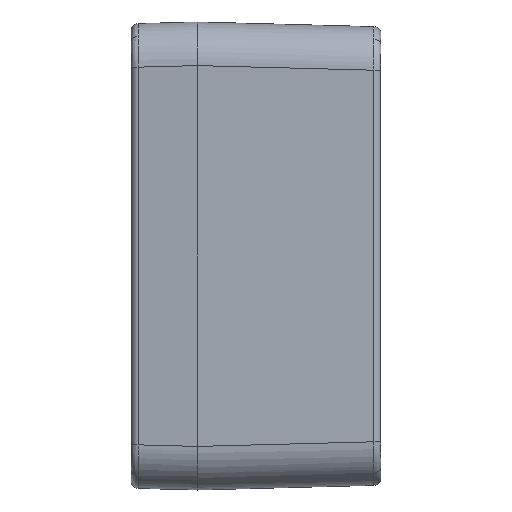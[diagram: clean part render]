
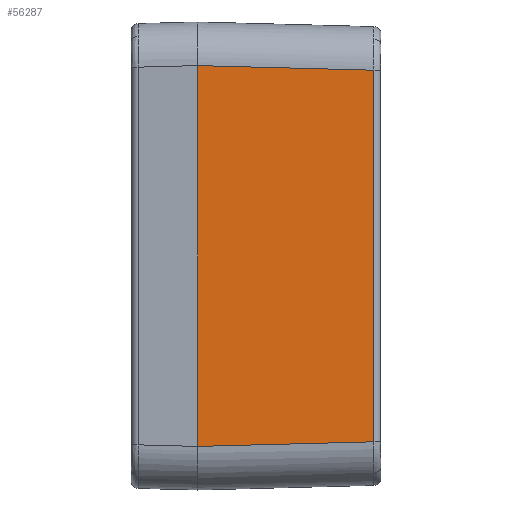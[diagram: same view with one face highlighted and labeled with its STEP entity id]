
A CAD part, left-side view. The second image highlights one B-rep face of the part: STEP entity #56287.
In plain terms, the highlighted planar face has unit normal (-1, -0.026, 0).
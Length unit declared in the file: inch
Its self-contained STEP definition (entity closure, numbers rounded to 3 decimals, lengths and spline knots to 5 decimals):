
#599 = CARTESIAN_POINT ( 'NONE',  ( -1.93701, 0., -1.03158 ) ) ;
#1330 = CARTESIAN_POINT ( 'NONE',  ( -1.93701, 0., 1.03158 ) ) ;
#3157 = CARTESIAN_POINT ( 'NONE',  ( -1.91203, -0.95379, -1.0066 ) ) ;
#7688 = LINE ( 'NONE', #55421, #87015 ) ;
#18518 = DIRECTION ( 'NONE',  ( 0.026, -0.999, -0.026 ) ) ;
#21397 = FACE_OUTER_BOUND ( 'NONE', #26630, .T. ) ;
#21593 = VERTEX_POINT ( 'NONE', #83385 ) ;
#25592 = VECTOR ( 'NONE', #18518, 39.37008 ) ;
#26630 = EDGE_LOOP ( 'NONE', ( #47478, #77123, #44974, #68169 ) ) ;
#35201 = EDGE_CURVE ( 'NONE', #62101, #75547, #62771, .T. ) ;
#37294 = DIRECTION ( 'NONE',  ( 0.026, -1., 0. ) ) ;
#39882 = EDGE_CURVE ( 'NONE', #62101, #21593, #60283, .T. ) ;
#40172 = CARTESIAN_POINT ( 'NONE',  ( -1.93701, 0., -1.26772 ) ) ;
#43347 = AXIS2_PLACEMENT_3D ( 'NONE', #83034, #98484, #37294 ) ;
#44974 = ORIENTED_EDGE ( 'NONE', *, *, #51756, .T. ) ;
#46371 = DIRECTION ( 'NONE',  ( 0., 0., -1. ) ) ;
#47478 = ORIENTED_EDGE ( 'NONE', *, *, #39882, .F. ) ;
#51756 = EDGE_CURVE ( 'NONE', #75547, #70226, #7688, .T. ) ;
#54516 = VECTOR ( 'NONE', #46371, 39.37008 ) ;
#55421 = CARTESIAN_POINT ( 'NONE',  ( -1.93701, 0., -1.03158 ) ) ;
#56287 = ADVANCED_FACE ( 'NONE', ( #21397 ), #84577, .T. ) ;
#57597 = VECTOR ( 'NONE', #67586, 39.37008 ) ;
#60283 = LINE ( 'NONE', #91641, #25592 ) ;
#62101 = VERTEX_POINT ( 'NONE', #1330 ) ;
#62771 = LINE ( 'NONE', #40172, #54516 ) ;
#67586 = DIRECTION ( 'NONE',  ( 0., 0., -1. ) ) ;
#68169 = ORIENTED_EDGE ( 'NONE', *, *, #83728, .F. ) ;
#70226 = VERTEX_POINT ( 'NONE', #3157 ) ;
#75547 = VERTEX_POINT ( 'NONE', #599 ) ;
#77123 = ORIENTED_EDGE ( 'NONE', *, *, #35201, .T. ) ;
#79497 = DIRECTION ( 'NONE',  ( 0.026, -0.999, 0.026 ) ) ;
#83034 = CARTESIAN_POINT ( 'NONE',  ( -1.93701, 0., -1.26772 ) ) ;
#83385 = CARTESIAN_POINT ( 'NONE',  ( -1.91203, -0.95379, 1.0066 ) ) ;
#83537 = LINE ( 'NONE', #84056, #57597 ) ;
#83728 = EDGE_CURVE ( 'NONE', #21593, #70226, #83537, .T. ) ;
#84056 = CARTESIAN_POINT ( 'NONE',  ( -1.91203, -0.95379, -1.26772 ) ) ;
#84577 = PLANE ( 'NONE',  #43347 ) ;
#87015 = VECTOR ( 'NONE', #79497, 39.37008 ) ;
#91641 = CARTESIAN_POINT ( 'NONE',  ( -1.93543, -0.06013, 1.03 ) ) ;
#98484 = DIRECTION ( 'NONE',  ( -1., -0.026, 0. ) ) ;
